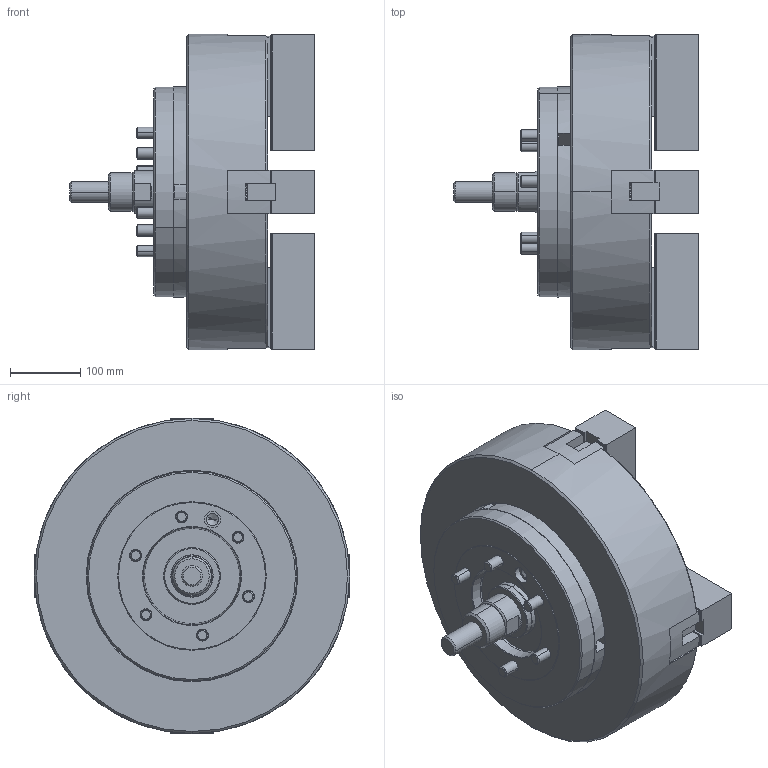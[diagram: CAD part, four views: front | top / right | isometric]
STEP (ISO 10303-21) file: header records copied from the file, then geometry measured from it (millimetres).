
FILE_DESCRIPTION (( 'STEP AP203' ), '1' );
FILE_NAME ('CF-4V-18A8.STEP', '2019-08-01T05:55:58', ( 'temp' ), ( '' ), 'SwSTEP 2.0', 'SolidWorks 2016', '' );
FILE_SCHEMA (( 'CONFIG_CONTROL_DESIGN' ));
Length unit declared in the file: millimetre
Products named in the file (16): 圓頭內六角螺栓_M30x125(全牙); CF-3P-15-05000; 圓頭內六角螺栓_M16x60; CF-3P-15-06000; CF-4V-18A8; CF-3V-21-09000; CF-3V-15-10010; CF-4V-18-01T10; SJ-15P; CF-4V-18-02010; 圓頭內六角螺栓_M20x55; CF-4V-18-03010; 圓頭內六角螺栓_M20x120; CF-4V-18-04010; 半圓頭六角孔螺栓_M6x10; CF-3H-215-04000
Assembly tree (42 placements, depth 2):
  CF-4V-18A8
    CF-4V-18-01T10
    CF-4V-18-02010
    CF-4V-18-03010  x4
    CF-4V-18-04010
    CF-3H-215-04000  x4
    CF-3P-15-05000
    CF-3P-15-06000
    CF-3V-21-09000
    CF-3V-15-10010
    SJ-15P  x4
    圓頭內六角螺栓_M20x55  x8
    圓頭內六角螺栓_M20x120  x4
    半圓頭六角孔螺栓_M6x10  x4
    圓頭內六角螺栓_M30x125(全牙)
    圓頭內六角螺栓_M16x60  x6
Bounding box: 349.25 x 450 x 450 mm (x, y, z)
Volume: 22307047.7 mm3; surface area: 1714399.1 mm2
Topology: 42 solids, 42 shells, 7784 faces, 22535 edges, 14879 vertices
Faces by surface type: plane 5069, cylinder 2410, cone 279, torus 26
Entity records: 74296 total; most frequent: CARTESIAN_POINT 15359, ORIENTED_EDGE 12620, DIRECTION 10952, EDGE_CURVE 6310, VECTOR 4494, LINE 4494, VERTEX_POINT 4160, AXIS2_PLACEMENT_3D 3229
